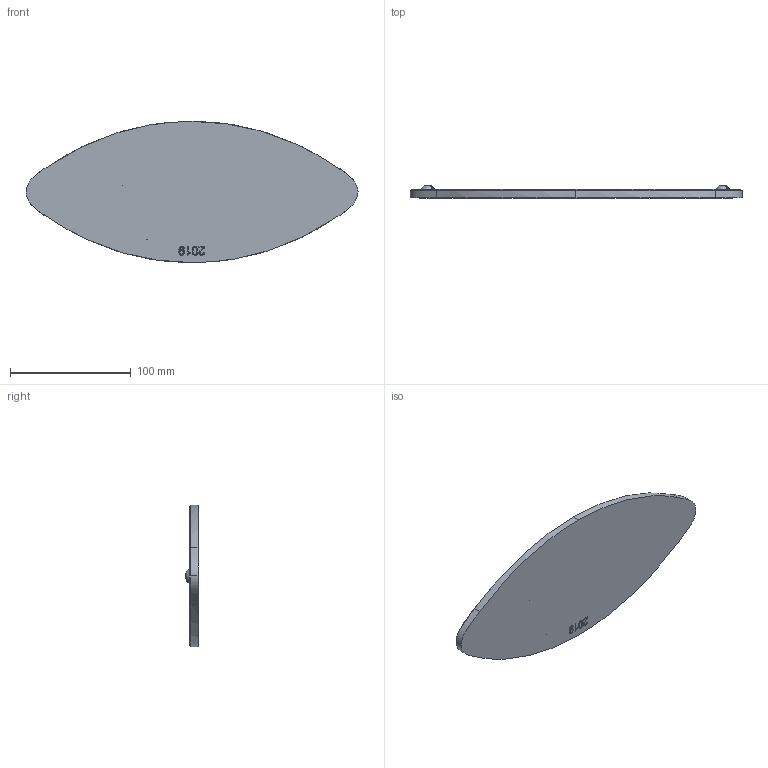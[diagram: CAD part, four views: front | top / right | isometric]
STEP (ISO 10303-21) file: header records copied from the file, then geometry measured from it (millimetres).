
FILE_DESCRIPTION(/* description */ (''),/* implementation_level */ '2;1');
FILE_NAME(/* name */ '2019SaintconLogoBadge.step',/* time_stamp */ '2019-10-15T20:58:14-06:00',/* author */ (''),/* organization */ (''),/* preprocessor_version */ 'ST-DEVELOPER v18',/* originating_system */ 'Autodesk Translation Framework v8.6.0.1094',/* authorisation */ '');
FILE_SCHEMA (('AUTOMOTIVE_DESIGN { 1 0 10303 214 3 1 1 }'));
Length unit declared in the file: millimetre
Products named in the file (1): Saintcon 2019 Badge
Bounding box: 275.23 x 10 x 116.99 mm (x, y, z)
Volume: 136140.9 mm3; surface area: 53691.4 mm2
Topology: 1 solids, 1 shells, 299 faces, 832 edges, 552 vertices
Faces by surface type: bspline 174, plane 101, cylinder 24
Full cylindrical faces by diameter (mm): 11.564 x1, 11.661 x1
Entity records: 10798 total; most frequent: CARTESIAN_POINT 4335, ORIENTED_EDGE 1664, EDGE_CURVE 832, DIRECTION 794, VERTEX_POINT 552, LINE 418, VECTOR 418, B_SPLINE_CURVE_WITH_KNOTS 347
